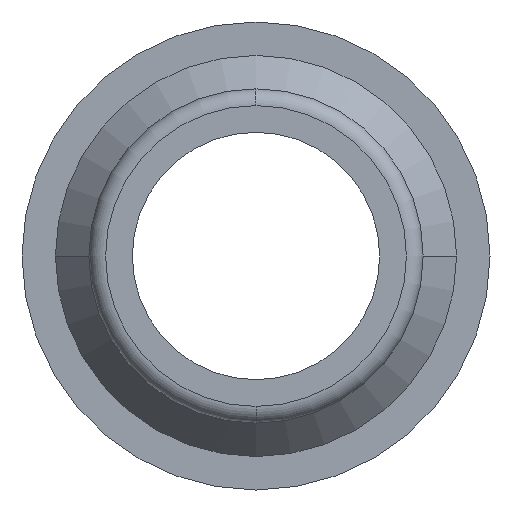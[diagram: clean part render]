
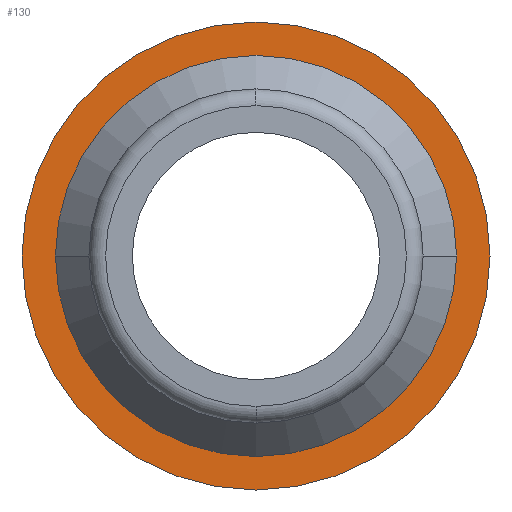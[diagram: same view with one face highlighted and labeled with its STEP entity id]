
A CAD part, front view. The second image highlights one B-rep face of the part: STEP entity #130.
In plain terms, the highlighted planar face has unit normal (0, -1, 0).
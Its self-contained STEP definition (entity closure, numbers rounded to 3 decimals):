
#130=ADVANCED_FACE('',(#261,#262),#263,.T.);
#261=FACE_OUTER_BOUND('',#388,.T.);
#262=FACE_BOUND('',#389,.T.);
#263=PLANE('',#390);
#388=EDGE_LOOP('',(#697,#698));
#389=EDGE_LOOP('',(#699,#700));
#390=AXIS2_PLACEMENT_3D('',#701,#702,#703);
#697=ORIENTED_EDGE('',*,*,#838,.T.);
#698=ORIENTED_EDGE('',*,*,#812,.T.);
#699=ORIENTED_EDGE('',*,*,#771,.F.);
#700=ORIENTED_EDGE('',*,*,#828,.F.);
#701=CARTESIAN_POINT('',(0.0,20.0,0.0));
#702=DIRECTION('',(0.0,-1.0,0.0));
#703=DIRECTION('',(-1.0,0.0,0.0));
#771=EDGE_CURVE('',#926,#922,#928,.T.);
#812=EDGE_CURVE('',#990,#988,#991,.T.);
#828=EDGE_CURVE('',#922,#926,#1008,.T.);
#838=EDGE_CURVE('',#988,#990,#1018,.T.);
#922=VERTEX_POINT('',#1108);
#926=VERTEX_POINT('',#1113);
#928=CIRCLE('',#1116,6.0);
#988=VERTEX_POINT('',#1180);
#990=VERTEX_POINT('',#1183);
#991=CIRCLE('',#1184,7.0);
#1008=CIRCLE('',#1206,6.0);
#1018=CIRCLE('',#1216,7.0);
#1108=CARTESIAN_POINT('',(6.0,20.0,0.));
#1113=CARTESIAN_POINT('',(-6.0,20.0,0.));
#1116=AXIS2_PLACEMENT_3D('',#1324,#1325,#1326);
#1180=CARTESIAN_POINT('',(7.0,20.0,0.0));
#1183=CARTESIAN_POINT('',(-7.0,20.0,0.));
#1184=AXIS2_PLACEMENT_3D('',#1404,#1405,#1406);
#1206=AXIS2_PLACEMENT_3D('',#1424,#1425,#1426);
#1216=AXIS2_PLACEMENT_3D('',#1442,#1443,#1444);
#1324=CARTESIAN_POINT('',(0.0,20.0,0.0));
#1325=DIRECTION('',(0.0,-1.0,0.0));
#1326=DIRECTION('',(1.0,0.0,0.0));
#1404=CARTESIAN_POINT('',(0.0,20.0,0.0));
#1405=DIRECTION('',(0.0,-1.0,0.0));
#1406=DIRECTION('',(1.0,0.0,0.0));
#1424=CARTESIAN_POINT('',(0.0,20.0,0.0));
#1425=DIRECTION('',(0.0,-1.0,0.0));
#1426=DIRECTION('',(1.0,0.0,0.0));
#1442=CARTESIAN_POINT('',(0.0,20.0,0.0));
#1443=DIRECTION('',(0.0,-1.0,0.0));
#1444=DIRECTION('',(1.0,0.0,0.0));
